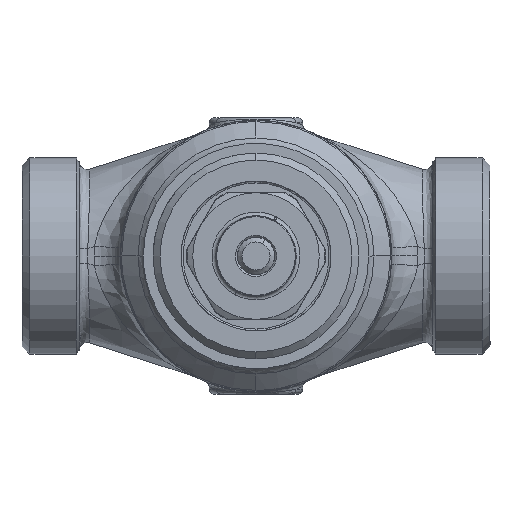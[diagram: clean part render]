
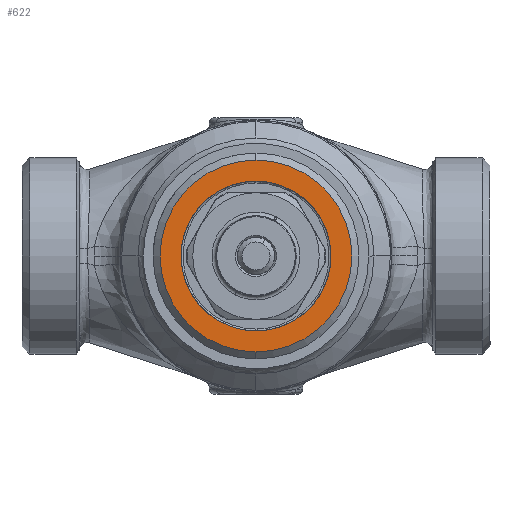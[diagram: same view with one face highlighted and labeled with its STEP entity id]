
A CAD part, front view. The second image highlights one B-rep face of the part: STEP entity #622.
In plain terms, the highlighted planar face has unit normal (0, -1, 0).
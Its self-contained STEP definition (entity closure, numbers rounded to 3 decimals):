
#506=CARTESIAN_POINT('Vertex',(0.,-64.,-16.)) ;
#509=CARTESIAN_POINT('Axis2P3D Location',(0.,-64.,0.)) ;
#513=CARTESIAN_POINT('Vertex',(0.,-64.,16.)) ;
#534=CARTESIAN_POINT('Axis2P3D Location',(0.,-64.,0.)) ;
#595=CARTESIAN_POINT('Axis2P3D Location',(0.,-64.,0.)) ;
#600=CARTESIAN_POINT('Axis2P3D Location',(0.,-64.,0.)) ;
#604=CARTESIAN_POINT('Vertex',(0.,-64.,-20.5)) ;
#606=CARTESIAN_POINT('Vertex',(0.,-64.,20.5)) ;
#609=CARTESIAN_POINT('Axis2P3D Location',(0.,-64.,0.)) ;
#510=DIRECTION('Axis2P3D Direction',(0.,-1.,0.)) ;
#535=DIRECTION('Axis2P3D Direction',(0.,-1.,0.)) ;
#596=DIRECTION('Axis2P3D Direction',(0.,-1.,0.)) ;
#597=DIRECTION('Axis2P3D XDirection',(0.,0.,-1.)) ;
#601=DIRECTION('Axis2P3D Direction',(0.,-1.,0.)) ;
#610=DIRECTION('Axis2P3D Direction',(0.,-1.,0.)) ;
#511=AXIS2_PLACEMENT_3D('Circle Axis2P3D',#509,#510,$) ;
#536=AXIS2_PLACEMENT_3D('Circle Axis2P3D',#534,#535,$) ;
#598=AXIS2_PLACEMENT_3D('Plane Axis2P3D',#595,#596,#597) ;
#602=AXIS2_PLACEMENT_3D('Circle Axis2P3D',#600,#601,$) ;
#611=AXIS2_PLACEMENT_3D('Circle Axis2P3D',#609,#610,$) ;
#615=ORIENTED_EDGE('',*,*,#608,.T.) ;
#616=ORIENTED_EDGE('',*,*,#613,.T.) ;
#619=ORIENTED_EDGE('',*,*,#538,.F.) ;
#620=ORIENTED_EDGE('',*,*,#515,.F.) ;
#621=FACE_BOUND('',#618,.T.) ;
#622=ADVANCED_FACE('MANIFOLD_SOLID_BREP #12050',(#617,#621),#599,.T.) ;
#512=CIRCLE('generated circle',#511,16.) ;
#537=CIRCLE('generated circle',#536,16.) ;
#603=CIRCLE('generated circle',#602,20.5) ;
#612=CIRCLE('generated circle',#611,20.5) ;
#515=EDGE_CURVE('',#507,#514,#512,.T.) ;
#538=EDGE_CURVE('',#514,#507,#537,.T.) ;
#608=EDGE_CURVE('',#605,#607,#603,.T.) ;
#613=EDGE_CURVE('',#607,#605,#612,.T.) ;
#614=EDGE_LOOP('',(#615,#616)) ;
#618=EDGE_LOOP('',(#619,#620)) ;
#617=FACE_OUTER_BOUND('',#614,.T.) ;
#599=PLANE('',#598) ;
#507=VERTEX_POINT('',#506) ;
#514=VERTEX_POINT('',#513) ;
#605=VERTEX_POINT('',#604) ;
#607=VERTEX_POINT('',#606) ;
